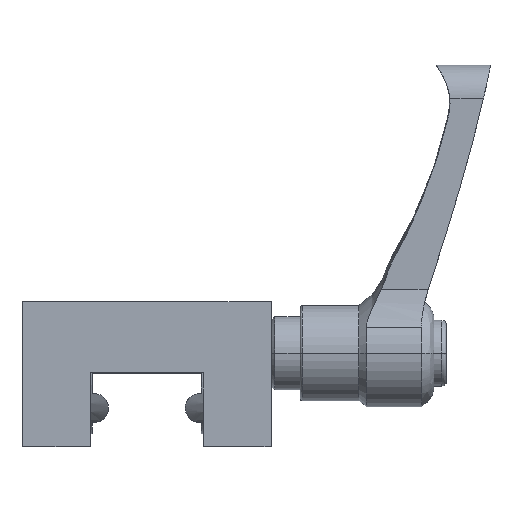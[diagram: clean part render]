
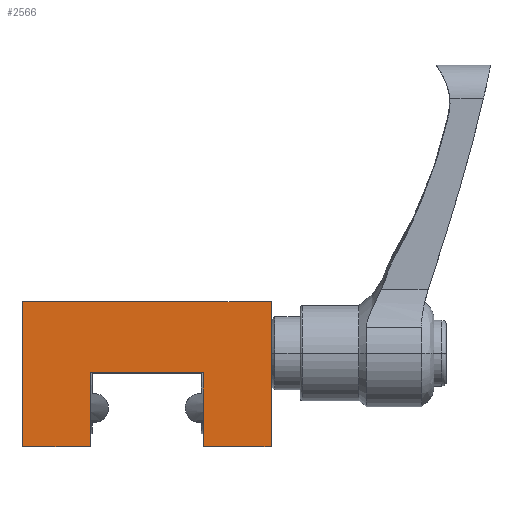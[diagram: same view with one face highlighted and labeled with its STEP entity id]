
A CAD part, top view. The second image highlights one B-rep face of the part: STEP entity #2566.
In plain terms, the highlighted planar face has unit normal (0, 0, 1).
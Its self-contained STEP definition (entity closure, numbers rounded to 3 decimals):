
#280 = FACE_OUTER_BOUND ( 'NONE', #2675, .T. ) ;
#310 = LINE ( 'NONE', #1364, #311 ) ;
#311 = VECTOR ( 'NONE', #1365, 1000. ) ;
#319 = LINE ( 'NONE', #1392, #343 ) ;
#337 = LINE ( 'NONE', #1398, #338 ) ;
#338 = VECTOR ( 'NONE', #1399, 1000. ) ;
#343 = VECTOR ( 'NONE', #1405, 1000. ) ;
#345 = LINE ( 'NONE', #1406, #346 ) ;
#346 = VECTOR ( 'NONE', #1407, 1000. ) ;
#349 = LINE ( 'NONE', #1410, #350 ) ;
#350 = VECTOR ( 'NONE', #1411, 1000. ) ;
#354 = LINE ( 'NONE', #1438, #362 ) ;
#355 = LINE ( 'NONE', #1417, #356 ) ;
#356 = VECTOR ( 'NONE', #1418, 1000. ) ;
#362 = VECTOR ( 'NONE', #1439, 1000. ) ;
#365 = LINE ( 'NONE', #1440, #366 ) ;
#366 = VECTOR ( 'NONE', #1441, 1000. ) ;
#1305 = CARTESIAN_POINT ( 'NONE',  ( 0., 0., 10. ) ) ;
#1306 = PLANE ( 'NONE',  #3436 ) ;
#1308 = DIRECTION ( 'NONE',  ( 0., 0., -1. ) ) ;
#1309 = DIRECTION ( 'NONE',  ( -1., 0., 0. ) ) ;
#1364 = CARTESIAN_POINT ( 'NONE',  ( 0., 4.2, 10. ) ) ;
#1365 = DIRECTION ( 'NONE',  ( -1., 0., 0. ) ) ;
#1392 = CARTESIAN_POINT ( 'NONE',  ( 0., 14.3, 10. ) ) ;
#1398 = CARTESIAN_POINT ( 'NONE',  ( 7.75, 0., 10. ) ) ;
#1399 = DIRECTION ( 'NONE',  ( 0., 1., 0. ) ) ;
#1405 = DIRECTION ( 'NONE',  ( -1., 0., 0. ) ) ;
#1406 = CARTESIAN_POINT ( 'NONE',  ( 0., 4.2, 10. ) ) ;
#1407 = DIRECTION ( 'NONE',  ( -1., 0., 0. ) ) ;
#1410 = CARTESIAN_POINT ( 'NONE',  ( -7.75, 0., 10. ) ) ;
#1411 = DIRECTION ( 'NONE',  ( 0., -1., 0. ) ) ;
#1417 = CARTESIAN_POINT ( 'NONE',  ( -17., 4.2, 10. ) ) ;
#1418 = DIRECTION ( 'NONE',  ( 0., 1., 0. ) ) ;
#1438 = CARTESIAN_POINT ( 'NONE',  ( -17., 24., 10. ) ) ;
#1439 = DIRECTION ( 'NONE',  ( 1., 0., 0. ) ) ;
#1440 = CARTESIAN_POINT ( 'NONE',  ( 17., 24., 10. ) ) ;
#1441 = DIRECTION ( 'NONE',  ( 0., -1., 0. ) ) ;
#1748 = VERTEX_POINT ( 'NONE', #1943 ) ;
#1805 = VERTEX_POINT ( 'NONE', #2000 ) ;
#1806 = VERTEX_POINT ( 'NONE', #2001 ) ;
#1808 = VERTEX_POINT ( 'NONE', #2003 ) ;
#1811 = VERTEX_POINT ( 'NONE', #2006 ) ;
#1813 = VERTEX_POINT ( 'NONE', #2008 ) ;
#1814 = VERTEX_POINT ( 'NONE', #2009 ) ;
#1815 = VERTEX_POINT ( 'NONE', #2010 ) ;
#1943 = CARTESIAN_POINT ( 'NONE',  ( 17., 4.2, 10. ) ) ;
#2000 = CARTESIAN_POINT ( 'NONE',  ( 7.75, 4.2, 10. ) ) ;
#2001 = CARTESIAN_POINT ( 'NONE',  ( 7.75, 14.3, 10. ) ) ;
#2003 = CARTESIAN_POINT ( 'NONE',  ( -7.75, 14.3, 10. ) ) ;
#2006 = CARTESIAN_POINT ( 'NONE',  ( -7.75, 4.2, 10. ) ) ;
#2008 = CARTESIAN_POINT ( 'NONE',  ( -17., 4.2, 10. ) ) ;
#2009 = CARTESIAN_POINT ( 'NONE',  ( 17., 24., 10. ) ) ;
#2010 = CARTESIAN_POINT ( 'NONE',  ( -17., 24., 10. ) ) ;
#2566 = ADVANCED_FACE ( 'NONE', ( #280 ), #1306, .F. ) ;
#2675 = EDGE_LOOP ( 'NONE', ( #3083, #3084, #3085, #3086, #3087, #3088, #3089, #3090 ) ) ;
#3083 = ORIENTED_EDGE ( 'NONE', *, *, #3242, .F. ) ;
#3084 = ORIENTED_EDGE ( 'NONE', *, *, #3241, .F. ) ;
#3085 = ORIENTED_EDGE ( 'NONE', *, *, #3233, .F. ) ;
#3086 = ORIENTED_EDGE ( 'NONE', *, *, #3228, .F. ) ;
#3087 = ORIENTED_EDGE ( 'NONE', *, *, #3230, .F. ) ;
#3088 = ORIENTED_EDGE ( 'NONE', *, *, #3227, .F. ) ;
#3089 = ORIENTED_EDGE ( 'NONE', *, *, #3224, .F. ) ;
#3090 = ORIENTED_EDGE ( 'NONE', *, *, #3209, .F. ) ;
#3209 = EDGE_CURVE ( 'NONE', #1748, #1805, #310, .T. ) ;
#3224 = EDGE_CURVE ( 'NONE', #1805, #1806, #337, .T. ) ;
#3227 = EDGE_CURVE ( 'NONE', #1806, #1808, #319, .T. ) ;
#3228 = EDGE_CURVE ( 'NONE', #1811, #1813, #345, .T. ) ;
#3230 = EDGE_CURVE ( 'NONE', #1808, #1811, #349, .T. ) ;
#3233 = EDGE_CURVE ( 'NONE', #1813, #1815, #355, .T. ) ;
#3241 = EDGE_CURVE ( 'NONE', #1815, #1814, #354, .T. ) ;
#3242 = EDGE_CURVE ( 'NONE', #1814, #1748, #365, .T. ) ;
#3436 = AXIS2_PLACEMENT_3D ( 'NONE', #1305, #1308, #1309 ) ;
